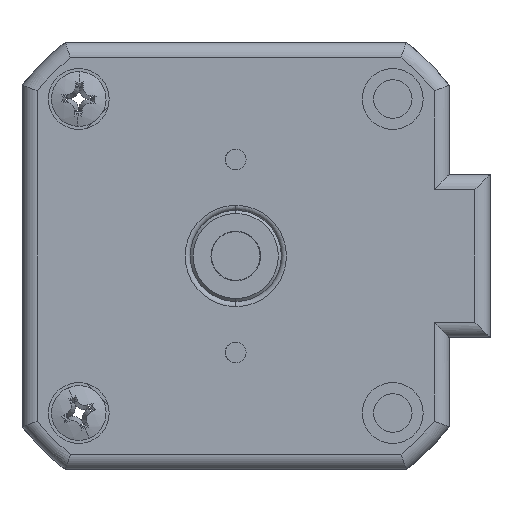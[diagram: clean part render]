
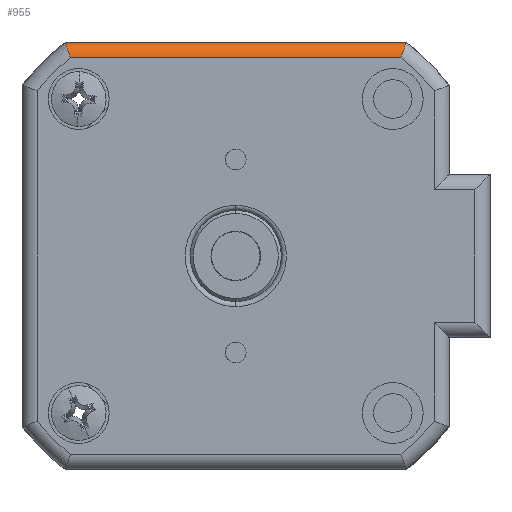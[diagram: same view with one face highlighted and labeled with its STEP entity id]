
A CAD part, front view. The second image highlights one B-rep face of the part: STEP entity #955.
In plain terms, the highlighted cylindrical face has radius 1.5 mm (diameter 3 mm), a partial arc.
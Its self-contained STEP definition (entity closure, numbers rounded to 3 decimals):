
#177 = CARTESIAN_POINT ( 'NONE',  ( 12.027, -25.148, 37.423 ) ) ;
#331 = CARTESIAN_POINT ( 'NONE',  ( -21.555, -24.207, 37.738 ) ) ;
#403 = ORIENTED_EDGE ( 'NONE', *, *, #1944, .F. ) ;
#559 = VECTOR ( 'NONE', #5477, 1000. ) ;
#668 = VERTEX_POINT ( 'NONE', #331 ) ;
#955 = ADVANCED_FACE ( 'NONE', ( #1539 ), #7016, .T. ) ;
#976 = CARTESIAN_POINT ( 'NONE',  ( 12.109, -24.704, 37.657 ) ) ;
#1178 = AXIS2_PLACEMENT_3D ( 'NONE', #8623, #8652, #8409 ) ;
#1221 = CARTESIAN_POINT ( 'NONE',  ( -21.555, -24.207, 37.738 ) ) ;
#1443 = LINE ( 'NONE', #1221, #9506 ) ;
#1539 = FACE_OUTER_BOUND ( 'NONE', #4486, .T. ) ;
#1770 = CARTESIAN_POINT ( 'NONE',  ( 12.134, -24.41, 37.728 ) ) ;
#1918 = CARTESIAN_POINT ( 'NONE',  ( -21.286, -25.527, 36.976 ) ) ;
#1944 = EDGE_CURVE ( 'NONE', #668, #4490, #1443, .T. ) ;
#2195 = CARTESIAN_POINT ( 'NONE',  ( 11.604, -25.707, 36.238 ) ) ;
#2501 = CARTESIAN_POINT ( 'NONE',  ( 11.604, -25.707, 36.238 ) ) ;
#2539 = CARTESIAN_POINT ( 'NONE',  ( 12.137, -24.207, 37.738 ) ) ;
#2694 = CARTESIAN_POINT ( 'NONE',  ( -21.444, -25.148, 37.423 ) ) ;
#3461 = CARTESIAN_POINT ( 'NONE',  ( -21.526, -24.704, 37.657 ) ) ;
#4064 = CARTESIAN_POINT ( 'NONE',  ( 11.741, -25.67, 36.621 ) ) ;
#4212 = CARTESIAN_POINT ( 'NONE',  ( -21.09, -25.707, 36.428 ) ) ;
#4242 = CARTESIAN_POINT ( 'NONE',  ( -21.551, -24.41, 37.728 ) ) ;
#4402 = B_SPLINE_CURVE_WITH_KNOTS ( 'NONE', 3,
 ( #2501, #7182, #4064, #9568, #4841, #177, #5641, #976, #6428, #1770, #7222, #2539 ),
 .UNSPECIFIED., .F., .F.,
 ( 4, 2, 2, 2, 2, 4 ),
 ( 0., 0.001, 0.001, 0.002, 0.002, 0.002 ),
 .UNSPECIFIED. ) ;
#4486 = EDGE_LOOP ( 'NONE', ( #7419, #403, #7321, #6734 ) ) ;
#4490 = VERTEX_POINT ( 'NONE', #8083 ) ;
#4714 = CARTESIAN_POINT ( 'NONE',  ( -4.709, -25.707, 36.238 ) ) ;
#4841 = CARTESIAN_POINT ( 'NONE',  ( 11.928, -25.42, 37.143 ) ) ;
#4935 = EDGE_CURVE ( 'NONE', #8917, #5405, #6776, .T. ) ;
#5036 = CARTESIAN_POINT ( 'NONE',  ( -21.555, -24.207, 37.738 ) ) ;
#5084 = EDGE_CURVE ( 'NONE', #5405, #668, #9881, .T. ) ;
#5405 = VERTEX_POINT ( 'NONE', #7046 ) ;
#5477 = DIRECTION ( 'NONE',  ( -1., 0., 0. ) ) ;
#5641 = CARTESIAN_POINT ( 'NONE',  ( 12.067, -24.981, 37.539 ) ) ;
#6428 = CARTESIAN_POINT ( 'NONE',  ( 12.12, -24.607, 37.687 ) ) ;
#6569 = CARTESIAN_POINT ( 'NONE',  ( -21.159, -25.67, 36.621 ) ) ;
#6734 = ORIENTED_EDGE ( 'NONE', *, *, #4935, .F. ) ;
#6776 = LINE ( 'NONE', #4714, #559 ) ;
#7016 = CYLINDRICAL_SURFACE ( 'NONE', #1178, 1.5 ) ;
#7046 = CARTESIAN_POINT ( 'NONE',  ( -21.021, -25.707, 36.238 ) ) ;
#7182 = CARTESIAN_POINT ( 'NONE',  ( 11.672, -25.707, 36.428 ) ) ;
#7222 = CARTESIAN_POINT ( 'NONE',  ( 12.137, -24.309, 37.738 ) ) ;
#7321 = ORIENTED_EDGE ( 'NONE', *, *, #5084, .F. ) ;
#7365 = CARTESIAN_POINT ( 'NONE',  ( -21.345, -25.42, 37.143 ) ) ;
#7419 = ORIENTED_EDGE ( 'NONE', *, *, #8606, .T. ) ;
#8083 = CARTESIAN_POINT ( 'NONE',  ( 12.137, -24.207, 37.738 ) ) ;
#8167 = CARTESIAN_POINT ( 'NONE',  ( -21.485, -24.981, 37.539 ) ) ;
#8264 = DIRECTION ( 'NONE',  ( 1., 0., 0. ) ) ;
#8409 = DIRECTION ( 'NONE',  ( 0., 0., -1. ) ) ;
#8606 = EDGE_CURVE ( 'NONE', #8917, #4490, #4402, .T. ) ;
#8623 = CARTESIAN_POINT ( 'NONE',  ( -21.555, -24.207, 36.238 ) ) ;
#8652 = DIRECTION ( 'NONE',  ( 1., 0., 0. ) ) ;
#8917 = VERTEX_POINT ( 'NONE', #2195 ) ;
#8942 = CARTESIAN_POINT ( 'NONE',  ( -21.537, -24.607, 37.687 ) ) ;
#9506 = VECTOR ( 'NONE', #8264, 1000. ) ;
#9568 = CARTESIAN_POINT ( 'NONE',  ( 11.868, -25.527, 36.976 ) ) ;
#9720 = CARTESIAN_POINT ( 'NONE',  ( -21.021, -25.707, 36.238 ) ) ;
#9743 = CARTESIAN_POINT ( 'NONE',  ( -21.555, -24.309, 37.738 ) ) ;
#9881 = B_SPLINE_CURVE_WITH_KNOTS ( 'NONE', 3,
 ( #9720, #4212, #6569, #1918, #7365, #2694, #8167, #3461, #8942, #4242, #9743, #5036 ),
 .UNSPECIFIED., .F., .F.,
 ( 4, 2, 2, 2, 2, 4 ),
 ( 0., 0.001, 0.001, 0.002, 0.002, 0.002 ),
 .UNSPECIFIED. ) ;
